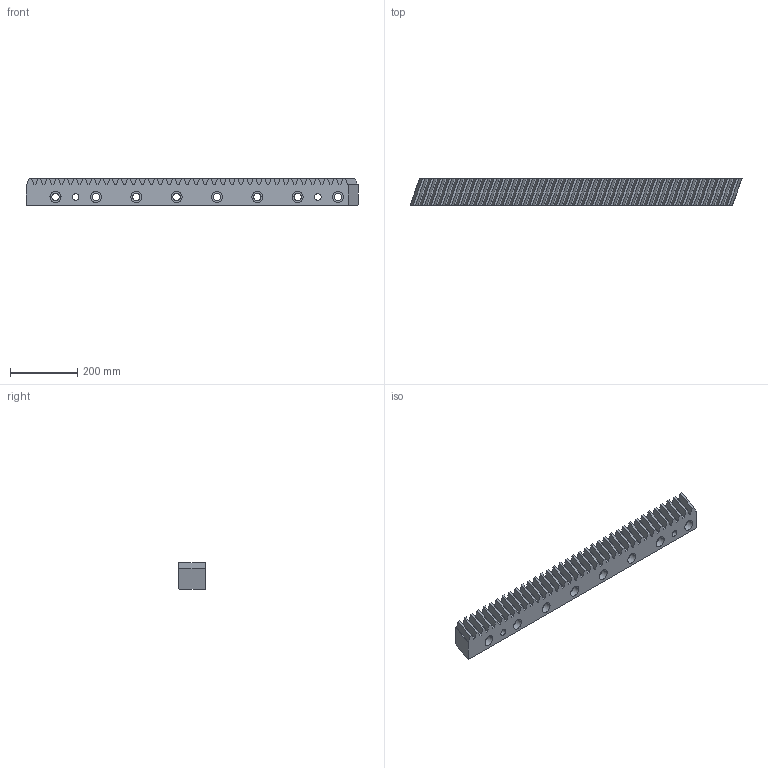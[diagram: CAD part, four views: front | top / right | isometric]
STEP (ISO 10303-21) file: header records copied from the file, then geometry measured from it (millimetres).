
FILE_DESCRIPTION(('STEP AP214'),'1');
FILE_NAME('145-080-210.stp','2017-10-10T14:07:58',('TraceParts'),('TraceParts S.A.'),'Spatial InterOp 3D',' ',' ');
FILE_SCHEMA(('automotive_design'));
Length unit declared in the file: millimetre
Products named in the file (1): 145-080-210
Bounding box: 987.03 x 80 x 79.6 mm (x, y, z)
Volume: 5079306 mm3; surface area: 428204.7 mm2
Topology: 1 solids, 1 shells, 195 faces, 555 edges, 370 vertices
Faces by surface type: plane 159, cylinder 36
Entity records: 7906 total; most frequent: CARTESIAN_POINT 1121, ORIENTED_EDGE 1110, DIRECTION 1019, EDGE_CURVE 555, LINE 483, VECTOR 483, VERTEX_POINT 370, AXIS2_PLACEMENT_3D 268
